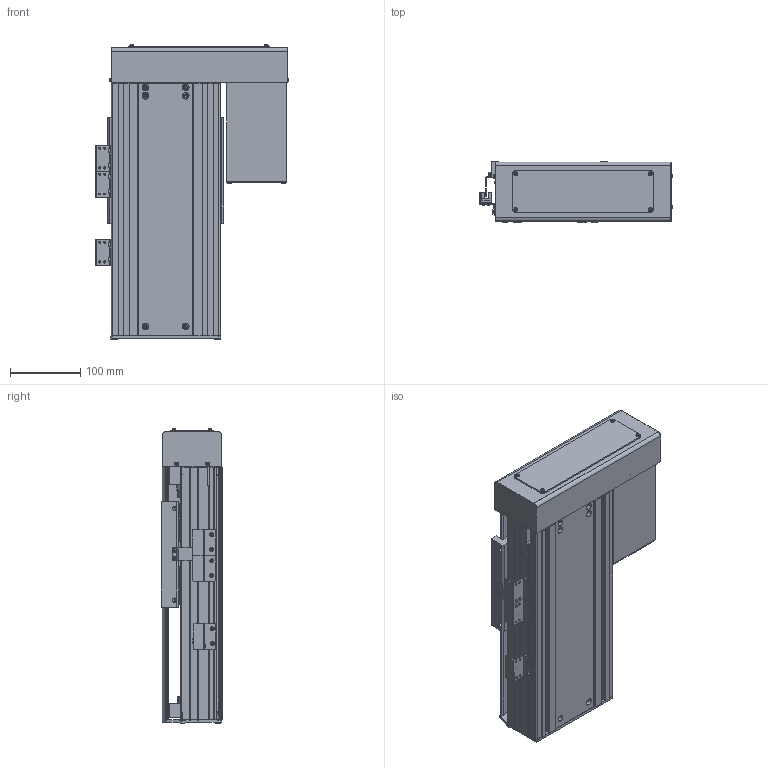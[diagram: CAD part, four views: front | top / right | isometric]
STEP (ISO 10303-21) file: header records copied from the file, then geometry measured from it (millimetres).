
FILE_DESCRIPTION (( 'STEP AP203' ), '1' );
FILE_NAME ('HR150-XX1-PR-100-XX-SL-OF.STEP', '2020-07-31T04:33:27', ( '彌營遵' ), ( '' ), 'SwSTEP 2.0', 'SolidWorks 2013', '' );
FILE_SCHEMA (( 'CONFIG_CONTROL_DESIGN' ));
Length unit declared in the file: millimetre
Products named in the file (34): 150 UPPER COVER(P, X蹴)-100; bearing cap; hg-kr23_; LM RAIL(SR15W) - x蹴; 150 PLATE; pan cross head_ks_KS 1023 PC- M4 x 6-N; damper; FRONTPLATE ASSY(PR); 150 LC15-block_ル遽; 150 END cover(M)_ル遽; socket head cap screw_ks_KS 1003 - M4 x 10 x 10-N; HR奢辨 SENSOR BRK; 渠蘆 犒餌150 LC15-block_ル遽; 150 FRONT PLATE; 155 SENSOR DOG; EE-SX-674_ル遽; 渠蘆 犒餌LM RAIL(SR15W) - x蹴; 150 FRONT PLATE COVER; spring lock washer_ks_KS 1324 - M3; socket head cap screw_ks_KS 1003 - M3 x 5 x 5-N; 150 CARRIER; 150 MOTOR COVER C; HR150_SESOR DOG(ASSY); socket head cap screw_ks_KS 1003 - M3 x 10 x 10-N; ballnut; 150 MOTOR COVER; HR150-XX1-PR-100-XX-SL-OF; SENSOR_1; 150 BH(雖雖); 120 煽溺唯衛璽; SENSOR_2; 150 煽溺⑽BH(堅薑); pan cross head_ks_KS 1023 PC- M3 x 5-N; HR150 X,Y BASE P-100_1
Assembly tree (66 placements, depth 3):
  HR150-XX1-PR-100-XX-SL-OF
    HR150 X,Y BASE P-100_1
    LM RAIL(SR15W) - x蹴
    150 LC15-block_ル遽  x2
    渠蘆 犒餌150 LC15-block_ル遽  x2
    渠蘆 犒餌LM RAIL(SR15W) - x蹴
    150 CARRIER
    ballnut
    150 BH(雖雖)
    150 煽溺⑽BH(堅薑)
    bearing cap
    damper  x2
    150 PLATE  x2
    150 END cover(M)_ル遽
    FRONTPLATE ASSY(PR)
      150 FRONT PLATE
      150 FRONT PLATE COVER
      150 MOTOR COVER C
      150 MOTOR COVER
      120 煽溺唯衛璽
      pan cross head_ks_KS 1023 PC- M3 x 5-N  x12
      hg-kr23_
    SENSOR_1
      HR奢辨 SENSOR BRK
      EE-SX-674_ル遽
      socket head cap screw_ks_KS 1003 - M3 x 5 x 5-N  x2
      socket head cap screw_ks_KS 1003 - M3 x 10 x 10-N  x2
    SENSOR_2  x2
      HR奢辨 SENSOR BRK
      EE-SX-674_ル遽
      socket head cap screw_ks_KS 1003 - M3 x 5 x 5-N
      socket head cap screw_ks_KS 1003 - M3 x 10 x 10-N
    150 UPPER COVER(P, X蹴)-100
    pan cross head_ks_KS 1023 PC- M4 x 6-N  x4
    socket head cap screw_ks_KS 1003 - M4 x 10 x 10-N  x4
    HR150_SESOR DOG(ASSY)
      155 SENSOR DOG
      socket head cap screw_ks_KS 1003 - M3 x 5 x 5-N  x2
      spring lock washer_ks_KS 1324 - M3  x2
Bounding box: 273.95 x 87 x 418.15 mm (x, y, z)
Volume: 2832299.1 mm3; surface area: 1069328.8 mm2
Topology: 67 solids, 67 shells, 3547 faces, 9166 edges, 5765 vertices
Faces by surface type: plane 1850, cylinder 1104, cone 389, torus 172, sphere 32
Entity records: 71787 total; most frequent: CARTESIAN_POINT 12243, DIRECTION 11905, ORIENTED_EDGE 11204, EDGE_CURVE 5602, AXIS2_PLACEMENT_3D 4234, VERTEX_POINT 3672, LINE 3437, VECTOR 3437
